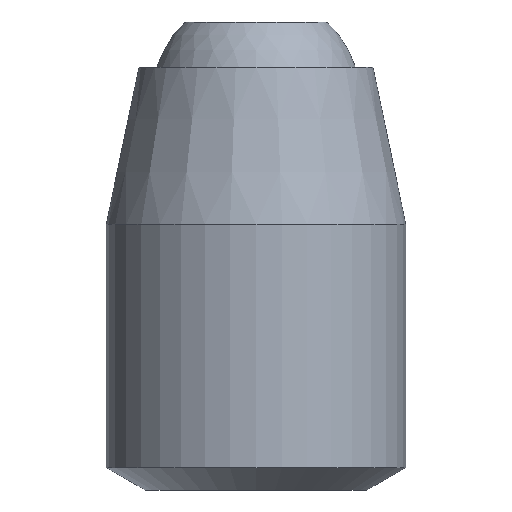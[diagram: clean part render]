
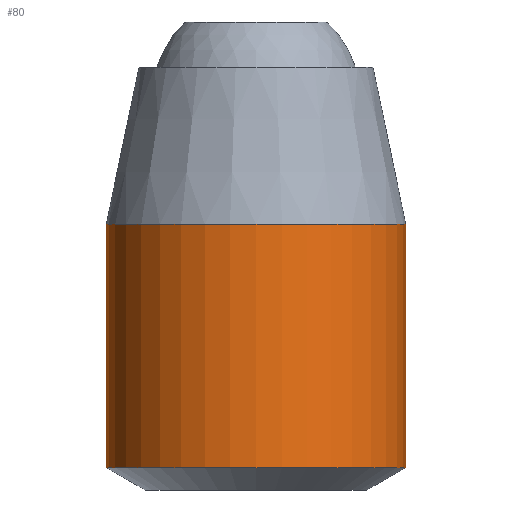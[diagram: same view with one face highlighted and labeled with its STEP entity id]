
A CAD part, front view. The second image highlights one B-rep face of the part: STEP entity #80.
In plain terms, the highlighted cylindrical face has radius 4 mm (diameter 8 mm), a full revolution.
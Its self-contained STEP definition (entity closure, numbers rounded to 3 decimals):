
#80 = ADVANCED_FACE( '', ( #161, #162 ), #163, .T. );
#161 = FACE_OUTER_BOUND( '', #235, .T. );
#162 = FACE_OUTER_BOUND( '', #236, .T. );
#163 = CYLINDRICAL_SURFACE( '', #237, 4. );
#235 = EDGE_LOOP( '', ( #383 ) );
#236 = EDGE_LOOP( '', ( #384 ) );
#237 = AXIS2_PLACEMENT_3D( '', #385, #386, #387 );
#383 = ORIENTED_EDGE( '', *, *, #444, .T. );
#384 = ORIENTED_EDGE( '', *, *, #447, .T. );
#385 = CARTESIAN_POINT( '', ( 0., 0., 11.297 ) );
#386 = DIRECTION( '', ( 0., 0., 1. ) );
#387 = DIRECTION( '', ( -1., 0., 0. ) );
#444 = EDGE_CURVE( '', #522, #522, #523, .T. );
#447 = EDGE_CURVE( '', #526, #526, #527, .F. );
#522 = VERTEX_POINT( '', #625 );
#523 = CIRCLE( '', #626, 4. );
#526 = VERTEX_POINT( '', #629 );
#527 = CIRCLE( '', #630, 4. );
#625 = CARTESIAN_POINT( '', ( 4., 0., 0.6 ) );
#626 = AXIS2_PLACEMENT_3D( '', #689, #690, #691 );
#629 = CARTESIAN_POINT( '', ( 4., 0., 7.097 ) );
#630 = AXIS2_PLACEMENT_3D( '', #692, #693, #694 );
#689 = CARTESIAN_POINT( '', ( 0., 0., 0.6 ) );
#690 = DIRECTION( '', ( 0., 0., 1. ) );
#691 = DIRECTION( '', ( 1., 0., 0. ) );
#692 = CARTESIAN_POINT( '', ( 0., 0., 7.097 ) );
#693 = DIRECTION( '', ( 0., 0., 1. ) );
#694 = DIRECTION( '', ( 1., 0., 0. ) );
